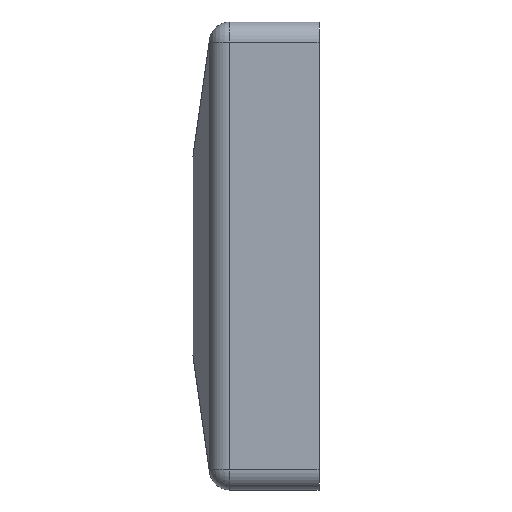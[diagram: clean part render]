
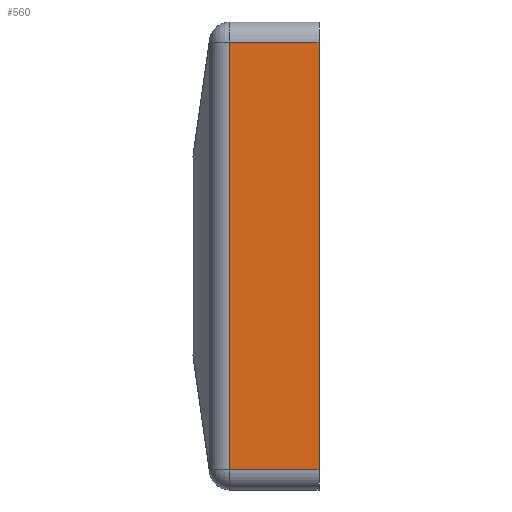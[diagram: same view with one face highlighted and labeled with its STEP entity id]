
A CAD part, left-side view. The second image highlights one B-rep face of the part: STEP entity #560.
In plain terms, the highlighted planar face has unit normal (-1, 0, 0).
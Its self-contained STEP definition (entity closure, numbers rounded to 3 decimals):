
#13 = CARTESIAN_POINT ( 'NONE',  ( -46.5, 17.8, -42.5 ) ) ;
#50 = CARTESIAN_POINT ( 'NONE',  ( -46.5, 0., -42.5 ) ) ;
#87 = VECTOR ( 'NONE', #769, 1000. ) ;
#134 = ORIENTED_EDGE ( 'NONE', *, *, #660, .T. ) ;
#174 = VERTEX_POINT ( 'NONE', #746 ) ;
#195 = EDGE_CURVE ( 'NONE', #355, #587, #1524, .T. ) ;
#214 = CARTESIAN_POINT ( 'NONE',  ( -46.5, 0., -42.5 ) ) ;
#228 = EDGE_CURVE ( 'NONE', #174, #587, #1260, .T. ) ;
#230 = DIRECTION ( 'NONE',  ( 0., -1., 0. ) ) ;
#231 = CARTESIAN_POINT ( 'NONE',  ( -46.5, 17.8, 42.5 ) ) ;
#240 = AXIS2_PLACEMENT_3D ( 'NONE', #590, #1130, #1643 ) ;
#355 = VERTEX_POINT ( 'NONE', #13 ) ;
#361 = ORIENTED_EDGE ( 'NONE', *, *, #228, .F. ) ;
#372 = VECTOR ( 'NONE', #230, 1000. ) ;
#452 = DIRECTION ( 'NONE',  ( 0., 0., -1. ) ) ;
#466 = VERTEX_POINT ( 'NONE', #564 ) ;
#560 = ADVANCED_FACE ( 'NONE', ( #847 ), #1256, .F. ) ;
#564 = CARTESIAN_POINT ( 'NONE',  ( -46.5, 17.8, 42.5 ) ) ;
#587 = VERTEX_POINT ( 'NONE', #50 ) ;
#590 = CARTESIAN_POINT ( 'NONE',  ( -46.5, 0., 46.5 ) ) ;
#621 = ORIENTED_EDGE ( 'NONE', *, *, #1528, .T. ) ;
#660 = EDGE_CURVE ( 'NONE', #466, #355, #1637, .T. ) ;
#714 = CARTESIAN_POINT ( 'NONE',  ( -46.5, 0., 46.5 ) ) ;
#746 = CARTESIAN_POINT ( 'NONE',  ( -46.5, 0., 42.5 ) ) ;
#747 = LINE ( 'NONE', #231, #87 ) ;
#769 = DIRECTION ( 'NONE',  ( 0., 1., 0. ) ) ;
#847 = FACE_OUTER_BOUND ( 'NONE', #1066, .T. ) ;
#903 = DIRECTION ( 'NONE',  ( 0., 0., -1. ) ) ;
#1066 = EDGE_LOOP ( 'NONE', ( #134, #1356, #361, #621 ) ) ;
#1130 = DIRECTION ( 'NONE',  ( 1., 0., 0. ) ) ;
#1162 = VECTOR ( 'NONE', #452, 1000. ) ;
#1256 = PLANE ( 'NONE',  #240 ) ;
#1260 = LINE ( 'NONE', #714, #1603 ) ;
#1356 = ORIENTED_EDGE ( 'NONE', *, *, #195, .T. ) ;
#1365 = CARTESIAN_POINT ( 'NONE',  ( -46.5, 17.8, 46.5 ) ) ;
#1524 = LINE ( 'NONE', #214, #372 ) ;
#1528 = EDGE_CURVE ( 'NONE', #174, #466, #747, .T. ) ;
#1603 = VECTOR ( 'NONE', #903, 1000. ) ;
#1637 = LINE ( 'NONE', #1365, #1162 ) ;
#1643 = DIRECTION ( 'NONE',  ( 0., 0., -1. ) ) ;
